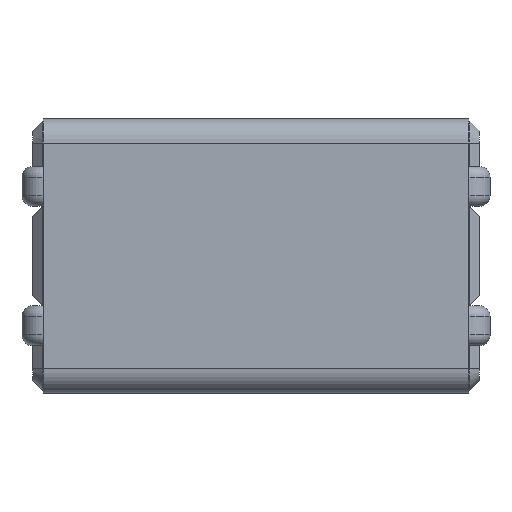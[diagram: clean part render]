
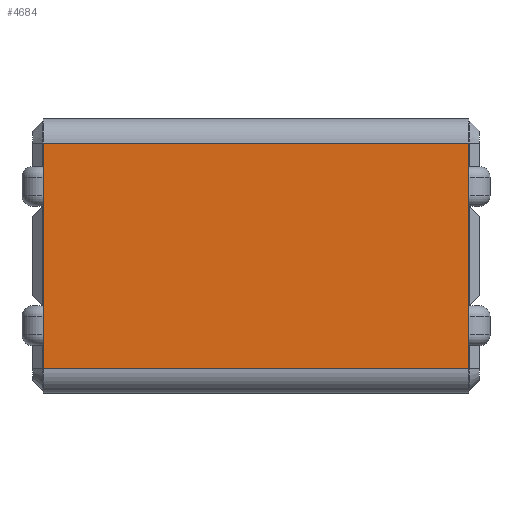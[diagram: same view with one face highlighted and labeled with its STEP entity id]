
A CAD part, top view. The second image highlights one B-rep face of the part: STEP entity #4684.
In plain terms, the highlighted planar face has unit normal (0, 0, 1).
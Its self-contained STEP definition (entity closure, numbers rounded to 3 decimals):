
#44 = PLANE('',#45);
#45 = AXIS2_PLACEMENT_3D('',#46,#47,#48);
#46 = CARTESIAN_POINT('',(-4.34,2.8,0.43));
#47 = DIRECTION('',(1.,0.,0.));
#48 = DIRECTION('',(0.,-1.,0.));
#72 = CYLINDRICAL_SURFACE('',#73,0.5);
#73 = AXIS2_PLACEMENT_3D('',#74,#75,#76);
#74 = CARTESIAN_POINT('',(-4.34,-2.3,2.78));
#75 = DIRECTION('',(1.,0.,0.));
#76 = DIRECTION('',(0.,-1.,0.));
#100 = PLANE('',#101);
#101 = AXIS2_PLACEMENT_3D('',#102,#103,#104);
#102 = CARTESIAN_POINT('',(4.34,-2.8,0.43));
#103 = DIRECTION('',(-1.,0.,0.));
#104 = DIRECTION('',(0.,1.,0.));
#205 = VERTEX_POINT('',#206);
#206 = CARTESIAN_POINT('',(-4.34,2.3,3.28));
#221 = CYLINDRICAL_SURFACE('',#222,0.5);
#222 = AXIS2_PLACEMENT_3D('',#223,#224,#225);
#223 = CARTESIAN_POINT('',(4.34,2.3,2.78));
#224 = DIRECTION('',(-1.,0.,0.));
#225 = DIRECTION('',(0.,1.,0.));
#233 = EDGE_CURVE('',#205,#234,#236,.T.);
#234 = VERTEX_POINT('',#235);
#235 = CARTESIAN_POINT('',(-4.34,-2.3,3.28));
#236 = SURFACE_CURVE('',#237,(#241,#248),.PCURVE_S1.);
#237 = LINE('',#238,#239);
#238 = CARTESIAN_POINT('',(-4.34,2.8,3.28));
#239 = VECTOR('',#240,1.);
#240 = DIRECTION('',(0.,-1.,0.));
#241 = PCURVE('',#44,#242);
#242 = DEFINITIONAL_REPRESENTATION('',(#243),#247);
#243 = LINE('',#244,#245);
#244 = CARTESIAN_POINT('',(0.,-2.85));
#245 = VECTOR('',#246,1.);
#246 = DIRECTION('',(1.,0.));
#247 = ( GEOMETRIC_REPRESENTATION_CONTEXT(2) 
PARAMETRIC_REPRESENTATION_CONTEXT() REPRESENTATION_CONTEXT('2D SPACE',''
  ) );
#248 = PCURVE('',#249,#254);
#249 = PLANE('',#250);
#250 = AXIS2_PLACEMENT_3D('',#251,#252,#253);
#251 = CARTESIAN_POINT('',(0.,0.,3.28));
#252 = DIRECTION('',(0.,0.,1.));
#253 = DIRECTION('',(1.,0.,0.));
#254 = DEFINITIONAL_REPRESENTATION('',(#255),#259);
#255 = LINE('',#256,#257);
#256 = CARTESIAN_POINT('',(-4.34,2.8));
#257 = VECTOR('',#258,1.);
#258 = DIRECTION('',(0.,-1.));
#259 = ( GEOMETRIC_REPRESENTATION_CONTEXT(2) 
PARAMETRIC_REPRESENTATION_CONTEXT() REPRESENTATION_CONTEXT('2D SPACE',''
  ) );
#1317 = EDGE_CURVE('',#234,#1318,#1320,.T.);
#1318 = VERTEX_POINT('',#1319);
#1319 = CARTESIAN_POINT('',(4.34,-2.3,3.28));
#1320 = SURFACE_CURVE('',#1321,(#1325,#1332),.PCURVE_S1.);
#1321 = LINE('',#1322,#1323);
#1322 = CARTESIAN_POINT('',(-4.34,-2.3,3.28));
#1323 = VECTOR('',#1324,1.);
#1324 = DIRECTION('',(1.,0.,0.));
#1325 = PCURVE('',#72,#1326);
#1326 = DEFINITIONAL_REPRESENTATION('',(#1327),#1331);
#1327 = LINE('',#1328,#1329);
#1328 = CARTESIAN_POINT('',(-1.571,0.));
#1329 = VECTOR('',#1330,1.);
#1330 = DIRECTION('',(-0.,1.));
#1331 = ( GEOMETRIC_REPRESENTATION_CONTEXT(2) 
PARAMETRIC_REPRESENTATION_CONTEXT() REPRESENTATION_CONTEXT('2D SPACE',''
  ) );
#1332 = PCURVE('',#249,#1333);
#1333 = DEFINITIONAL_REPRESENTATION('',(#1334),#1338);
#1334 = LINE('',#1335,#1336);
#1335 = CARTESIAN_POINT('',(-4.34,-2.3));
#1336 = VECTOR('',#1337,1.);
#1337 = DIRECTION('',(1.,0.));
#1338 = ( GEOMETRIC_REPRESENTATION_CONTEXT(2) 
PARAMETRIC_REPRESENTATION_CONTEXT() REPRESENTATION_CONTEXT('2D SPACE',''
  ) );
#1369 = EDGE_CURVE('',#1318,#1370,#1372,.T.);
#1370 = VERTEX_POINT('',#1371);
#1371 = CARTESIAN_POINT('',(4.34,2.3,3.28));
#1372 = SURFACE_CURVE('',#1373,(#1377,#1384),.PCURVE_S1.);
#1373 = LINE('',#1374,#1375);
#1374 = CARTESIAN_POINT('',(4.34,-2.8,3.28));
#1375 = VECTOR('',#1376,1.);
#1376 = DIRECTION('',(0.,1.,0.));
#1377 = PCURVE('',#100,#1378);
#1378 = DEFINITIONAL_REPRESENTATION('',(#1379),#1383);
#1379 = LINE('',#1380,#1381);
#1380 = CARTESIAN_POINT('',(0.,-2.85));
#1381 = VECTOR('',#1382,1.);
#1382 = DIRECTION('',(1.,0.));
#1383 = ( GEOMETRIC_REPRESENTATION_CONTEXT(2) 
PARAMETRIC_REPRESENTATION_CONTEXT() REPRESENTATION_CONTEXT('2D SPACE',''
  ) );
#1384 = PCURVE('',#249,#1385);
#1385 = DEFINITIONAL_REPRESENTATION('',(#1386),#1390);
#1386 = LINE('',#1387,#1388);
#1387 = CARTESIAN_POINT('',(4.34,-2.8));
#1388 = VECTOR('',#1389,1.);
#1389 = DIRECTION('',(0.,1.));
#1390 = ( GEOMETRIC_REPRESENTATION_CONTEXT(2) 
PARAMETRIC_REPRESENTATION_CONTEXT() REPRESENTATION_CONTEXT('2D SPACE',''
  ) );
#4684 = ADVANCED_FACE('',(#4685),#249,.T.);
#4685 = FACE_BOUND('',#4686,.T.);
#4686 = EDGE_LOOP('',(#4687,#4688,#4709,#4710));
#4687 = ORIENTED_EDGE('',*,*,#1369,.T.);
#4688 = ORIENTED_EDGE('',*,*,#4689,.T.);
#4689 = EDGE_CURVE('',#1370,#205,#4690,.T.);
#4690 = SURFACE_CURVE('',#4691,(#4695,#4702),.PCURVE_S1.);
#4691 = LINE('',#4692,#4693);
#4692 = CARTESIAN_POINT('',(4.34,2.3,3.28));
#4693 = VECTOR('',#4694,1.);
#4694 = DIRECTION('',(-1.,0.,0.));
#4695 = PCURVE('',#249,#4696);
#4696 = DEFINITIONAL_REPRESENTATION('',(#4697),#4701);
#4697 = LINE('',#4698,#4699);
#4698 = CARTESIAN_POINT('',(4.34,2.3));
#4699 = VECTOR('',#4700,1.);
#4700 = DIRECTION('',(-1.,0.));
#4701 = ( GEOMETRIC_REPRESENTATION_CONTEXT(2) 
PARAMETRIC_REPRESENTATION_CONTEXT() REPRESENTATION_CONTEXT('2D SPACE',''
  ) );
#4702 = PCURVE('',#221,#4703);
#4703 = DEFINITIONAL_REPRESENTATION('',(#4704),#4708);
#4704 = LINE('',#4705,#4706);
#4705 = CARTESIAN_POINT('',(-1.571,0.));
#4706 = VECTOR('',#4707,1.);
#4707 = DIRECTION('',(-0.,1.));
#4708 = ( GEOMETRIC_REPRESENTATION_CONTEXT(2) 
PARAMETRIC_REPRESENTATION_CONTEXT() REPRESENTATION_CONTEXT('2D SPACE',''
  ) );
#4709 = ORIENTED_EDGE('',*,*,#233,.T.);
#4710 = ORIENTED_EDGE('',*,*,#1317,.T.);
